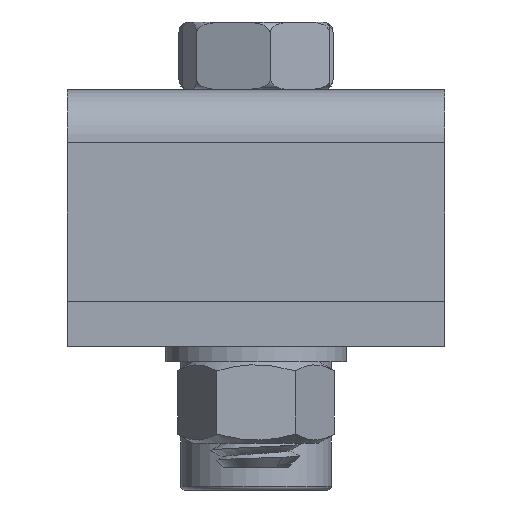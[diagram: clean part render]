
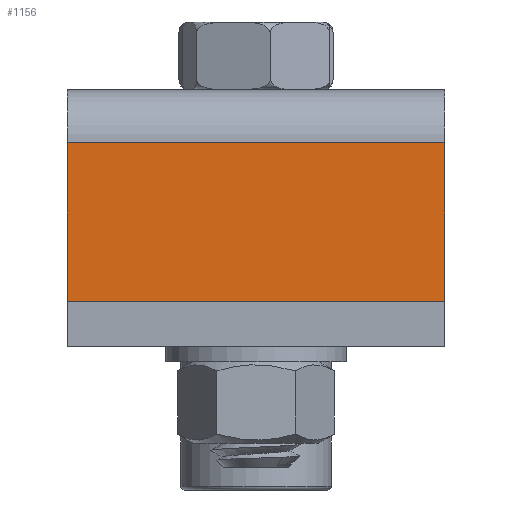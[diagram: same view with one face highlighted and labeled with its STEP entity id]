
A CAD part, left-side view. The second image highlights one B-rep face of the part: STEP entity #1156.
In plain terms, the highlighted planar face has unit normal (-1, 0, 0).
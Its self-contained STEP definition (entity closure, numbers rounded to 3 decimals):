
#155=LINE('',#2017,#218);
#156=LINE('',#2019,#219);
#157=LINE('',#2021,#220);
#158=LINE('',#2022,#221);
#218=VECTOR('',#1551,10.);
#219=VECTOR('',#1552,10.);
#220=VECTOR('',#1553,10.);
#221=VECTOR('',#1554,10.);
#266=PLANE('',#1328);
#367=FACE_OUTER_BOUND('',#466,.T.);
#466=EDGE_LOOP('',(#937,#938,#939,#940));
#617=VERTEX_POINT('',#2015);
#618=VERTEX_POINT('',#2016);
#619=VERTEX_POINT('',#2018);
#620=VERTEX_POINT('',#2020);
#736=EDGE_CURVE('',#617,#618,#155,.T.);
#737=EDGE_CURVE('',#619,#618,#156,.T.);
#738=EDGE_CURVE('',#619,#620,#157,.T.);
#739=EDGE_CURVE('',#620,#617,#158,.T.);
#937=ORIENTED_EDGE('',*,*,#736,.T.);
#938=ORIENTED_EDGE('',*,*,#737,.F.);
#939=ORIENTED_EDGE('',*,*,#738,.T.);
#940=ORIENTED_EDGE('',*,*,#739,.T.);
#1156=ADVANCED_FACE('',(#367),#266,.T.);
#1328=AXIS2_PLACEMENT_3D('',#2014,#1549,#1550);
#1549=DIRECTION('center_axis',(-1.,0.,0.));
#1550=DIRECTION('ref_axis',(0.,0.,1.));
#1551=DIRECTION('',(0.,1.,0.));
#1552=DIRECTION('',(0.,0.,1.));
#1553=DIRECTION('',(0.,-1.,0.));
#1554=DIRECTION('',(0.,0.,1.));
#2014=CARTESIAN_POINT('Origin',(0.232,1.805,0.));
#2015=CARTESIAN_POINT('',(0.232,1.805,50.));
#2016=CARTESIAN_POINT('',(0.232,22.805,50.));
#2017=CARTESIAN_POINT('',(0.232,22.805,50.));
#2018=CARTESIAN_POINT('',(0.232,22.805,0.));
#2019=CARTESIAN_POINT('',(0.232,22.805,0.));
#2020=CARTESIAN_POINT('',(0.232,1.805,0.));
#2021=CARTESIAN_POINT('',(0.232,22.805,0.));
#2022=CARTESIAN_POINT('',(0.232,1.805,0.));
